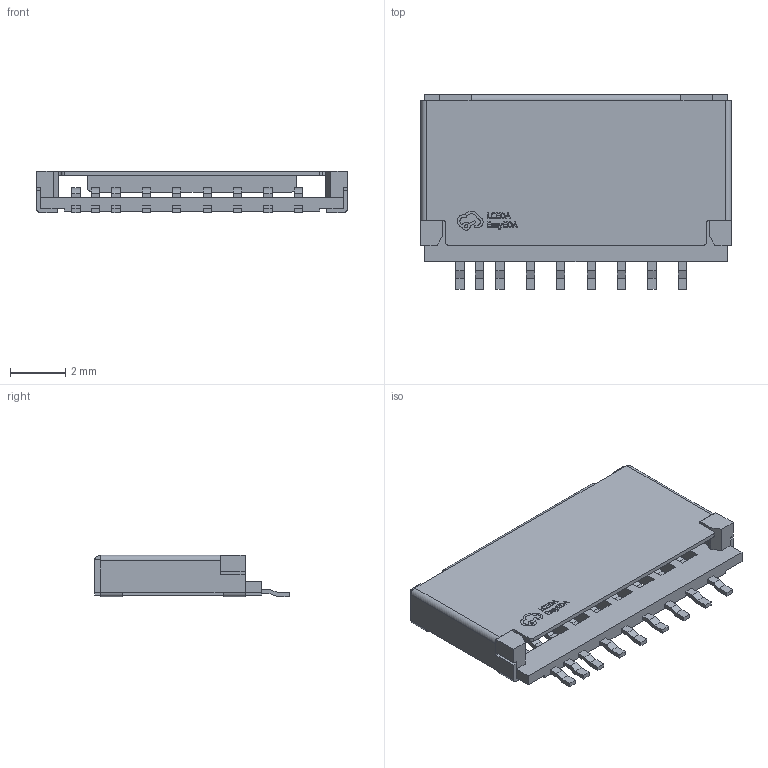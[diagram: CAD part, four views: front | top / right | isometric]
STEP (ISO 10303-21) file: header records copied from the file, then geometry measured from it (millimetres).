
FILE_DESCRIPTION (( 'STEP AP214' ), '1' );
FILE_NAME ('TF-SMD_TF-018.step', '2022-07-29T08:27:51', ( '' ), ( '' ), 'SwSTEP 2.0', 'SolidWorks 2020', '' );
FILE_SCHEMA (( 'AUTOMOTIVE_DESIGN' ));
Length unit declared in the file: millimetre
Products named in the file (1): TF-SMD_TF-018
Bounding box: 11.25 x 7.05 x 1.5 mm (x, y, z)
Volume: 37.7 mm3; surface area: 348.4 mm2
Topology: 2 solids, 2 shells, 499 faces, 1362 edges, 904 vertices
Faces by surface type: plane 370, bspline 98, cylinder 31
Entity records: 21610 total; most frequent: CARTESIAN_POINT 4072, ORIENTED_EDGE 2724, DIRECTION 2028, EDGE_CURVE 1362, VECTOR 1100, LINE 1100, VERTEX_POINT 904, EDGE_LOOP 550
